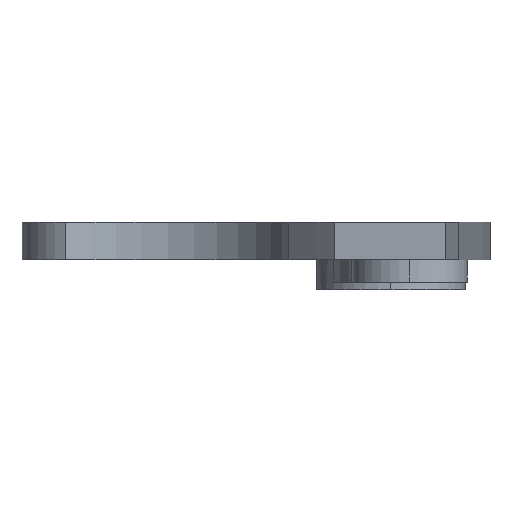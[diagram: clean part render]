
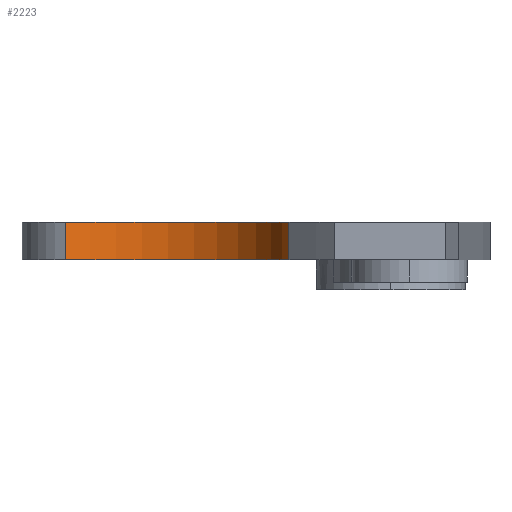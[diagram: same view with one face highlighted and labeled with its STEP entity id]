
A CAD part, left-side view. The second image highlights one B-rep face of the part: STEP entity #2223.
In plain terms, the highlighted cylindrical face has radius 21.119 mm (diameter 42.237 mm), a partial arc.
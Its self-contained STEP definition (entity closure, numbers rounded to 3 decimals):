
#184 = VERTEX_POINT ( 'NONE', #452 ) ;
#207 = LINE ( 'NONE', #1815, #729 ) ;
#213 = CARTESIAN_POINT ( 'NONE',  ( -18.357, 34.454, -5. ) ) ;
#317 = EDGE_CURVE ( 'NONE', #2211, #1168, #2352, .T. ) ;
#408 = CARTESIAN_POINT ( 'NONE',  ( -14.69, 13.657, -5. ) ) ;
#452 = CARTESIAN_POINT ( 'NONE',  ( 0.643, 43.674, -5. ) ) ;
#487 = CARTESIAN_POINT ( 'NONE',  ( 0.643, 43.674, 0. ) ) ;
#585 = CIRCLE ( 'NONE', #1413, 21.119 ) ;
#610 = EDGE_CURVE ( 'NONE', #1690, #1168, #706, .T. ) ;
#637 = ORIENTED_EDGE ( 'NONE', *, *, #610, .T. ) ;
#639 = ORIENTED_EDGE ( 'NONE', *, *, #1305, .F. ) ;
#706 = LINE ( 'NONE', #1496, #1981 ) ;
#729 = VECTOR ( 'NONE', #2198, 1000. ) ;
#867 = ORIENTED_EDGE ( 'NONE', *, *, #317, .F. ) ;
#933 = AXIS2_PLACEMENT_3D ( 'NONE', #2038, #1452, #1481 ) ;
#952 = DIRECTION ( 'NONE',  ( 0., 0., -1. ) ) ;
#1091 = CYLINDRICAL_SURFACE ( 'NONE', #933, 21.119 ) ;
#1119 = CARTESIAN_POINT ( 'NONE',  ( -18.357, 34.454, 0. ) ) ;
#1168 = VERTEX_POINT ( 'NONE', #1260 ) ;
#1260 = CARTESIAN_POINT ( 'NONE',  ( -14.69, 13.657, 0. ) ) ;
#1305 = EDGE_CURVE ( 'NONE', #184, #2211, #207, .T. ) ;
#1306 = DIRECTION ( 'NONE',  ( 0., 0., 1. ) ) ;
#1394 = ORIENTED_EDGE ( 'NONE', *, *, #2512, .T. ) ;
#1413 = AXIS2_PLACEMENT_3D ( 'NONE', #213, #2010, #1821 ) ;
#1452 = DIRECTION ( 'NONE',  ( 0., 0., 1. ) ) ;
#1481 = DIRECTION ( 'NONE',  ( -1., 0., 0. ) ) ;
#1496 = CARTESIAN_POINT ( 'NONE',  ( -14.69, 13.657, -43.195 ) ) ;
#1543 = DIRECTION ( 'NONE',  ( -1., 0., 0. ) ) ;
#1690 = VERTEX_POINT ( 'NONE', #408 ) ;
#1815 = CARTESIAN_POINT ( 'NONE',  ( 0.643, 43.674, -43.195 ) ) ;
#1821 = DIRECTION ( 'NONE',  ( 1., 0., 0. ) ) ;
#1981 = VECTOR ( 'NONE', #1306, 1000. ) ;
#2010 = DIRECTION ( 'NONE',  ( 0., 0., -1. ) ) ;
#2038 = CARTESIAN_POINT ( 'NONE',  ( -18.357, 34.454, -43.195 ) ) ;
#2198 = DIRECTION ( 'NONE',  ( 0., 0., 1. ) ) ;
#2211 = VERTEX_POINT ( 'NONE', #487 ) ;
#2223 = ADVANCED_FACE ( 'NONE', ( #2471 ), #1091, .F. ) ;
#2273 = AXIS2_PLACEMENT_3D ( 'NONE', #1119, #952, #1543 ) ;
#2352 = CIRCLE ( 'NONE', #2273, 21.119 ) ;
#2435 = EDGE_LOOP ( 'NONE', ( #1394, #637, #867, #639 ) ) ;
#2471 = FACE_OUTER_BOUND ( 'NONE', #2435, .T. ) ;
#2512 = EDGE_CURVE ( 'NONE', #184, #1690, #585, .T. ) ;
